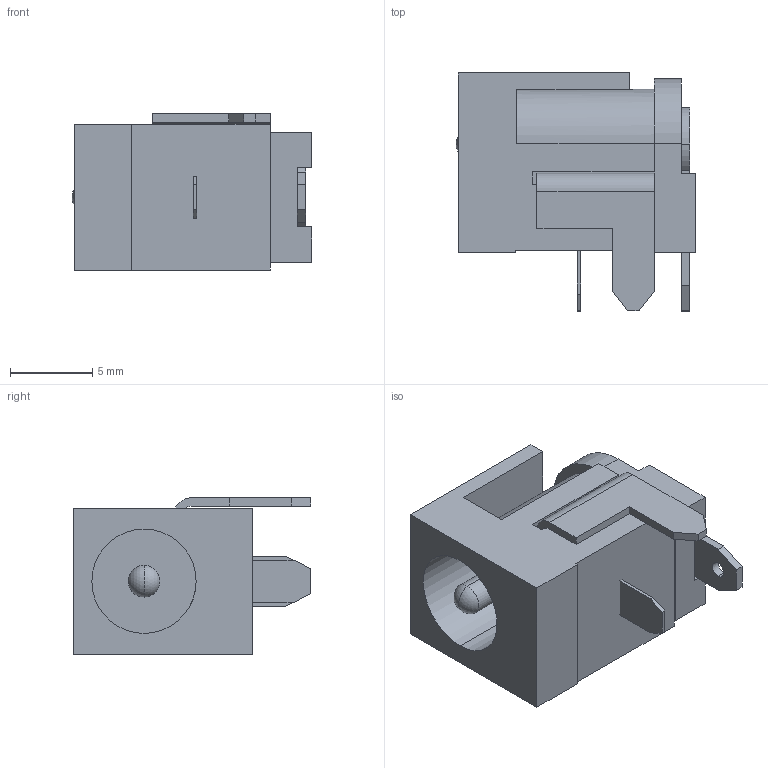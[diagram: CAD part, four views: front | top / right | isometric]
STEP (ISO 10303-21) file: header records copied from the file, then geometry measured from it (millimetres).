
FILE_DESCRIPTION (( 'STEP AP214' ), '1' );
FILE_NAME ('38A315D7-AE75-4B92-ADB0-8F8D14BB05EC.STEP', '2007-02-06T22:23:37', ( 'sysAdmin' ), ( 'SolidWorks' ), 'SwSTEP 2.0', 'SolidWorks 2007', '' );
FILE_SCHEMA (( 'AUTOMOTIVE_DESIGN' ));
Length unit declared in the file: inch
Products named in the file (1): 38A315D7-AE75-4B92-ADB0-8F8D14BB05EC
Bounding box: 14.61 x 14.48 x 9.53 mm (x, y, z)
Volume: 986.8 mm3; surface area: 1289.6 mm2
Topology: 4 solids, 4 shells, 77 faces, 193 edges, 126 vertices
Faces by surface type: plane 61, cylinder 14, sphere 2
Entity records: 2390 total; most frequent: CARTESIAN_POINT 397, ORIENTED_EDGE 386, DIRECTION 380, EDGE_CURVE 193, VECTOR 162, LINE 162, VERTEX_POINT 126, AXIS2_PLACEMENT_3D 109
